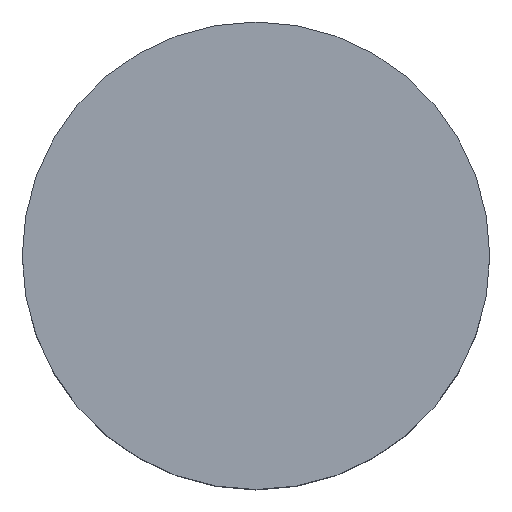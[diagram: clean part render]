
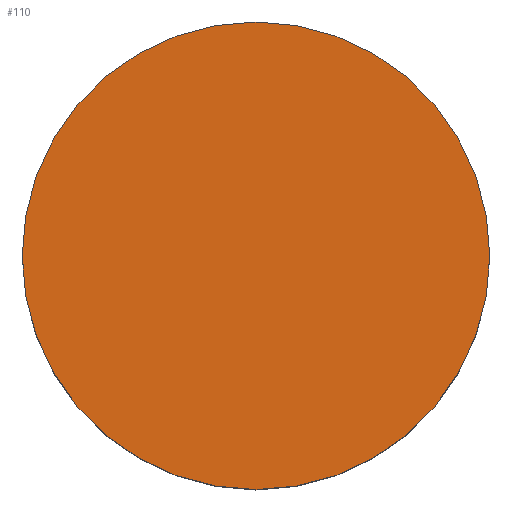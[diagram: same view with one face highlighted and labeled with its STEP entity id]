
A CAD part, top view. The second image highlights one B-rep face of the part: STEP entity #110.
In plain terms, the highlighted planar face has unit normal (0, 0, 1).
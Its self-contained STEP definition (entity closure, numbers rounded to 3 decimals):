
#20 = EDGE_CURVE ( 'NONE', #277, #88, #116, .T. ) ;
#26 = CARTESIAN_POINT ( 'NONE',  ( 0., 0., 0. ) ) ;
#80 = ORIENTED_EDGE ( 'NONE', *, *, #20, .T. ) ;
#88 = VERTEX_POINT ( 'NONE', #256 ) ;
#110 = ADVANCED_FACE ( 'NONE', ( #232 ), #174, .T. ) ;
#113 = DIRECTION ( 'NONE',  ( 0., 0., 1. ) ) ;
#116 = CIRCLE ( 'NONE', #267, 3. ) ;
#138 = DIRECTION ( 'NONE',  ( 1., 0., 0. ) ) ;
#139 = CARTESIAN_POINT ( 'NONE',  ( 0., 0., 0. ) ) ;
#152 = CARTESIAN_POINT ( 'NONE',  ( 0., 0., 0. ) ) ;
#174 = PLANE ( 'NONE',  #272 ) ;
#195 = DIRECTION ( 'NONE',  ( 1., 0., 0. ) ) ;
#207 = CIRCLE ( 'NONE', #292, 3. ) ;
#218 = EDGE_LOOP ( 'NONE', ( #352, #80 ) ) ;
#227 = DIRECTION ( 'NONE',  ( 0., 0., 1. ) ) ;
#232 = FACE_OUTER_BOUND ( 'NONE', #218, .T. ) ;
#256 = CARTESIAN_POINT ( 'NONE',  ( 3., 0., 0. ) ) ;
#259 = DIRECTION ( 'NONE',  ( 1., 0., 0. ) ) ;
#267 = AXIS2_PLACEMENT_3D ( 'NONE', #139, #113, #195 ) ;
#272 = AXIS2_PLACEMENT_3D ( 'NONE', #152, #227, #259 ) ;
#277 = VERTEX_POINT ( 'NONE', #318 ) ;
#291 = EDGE_CURVE ( 'NONE', #88, #277, #207, .T. ) ;
#292 = AXIS2_PLACEMENT_3D ( 'NONE', #26, #305, #138 ) ;
#305 = DIRECTION ( 'NONE',  ( 0., 0., 1. ) ) ;
#318 = CARTESIAN_POINT ( 'NONE',  ( -3., 0., 0. ) ) ;
#352 = ORIENTED_EDGE ( 'NONE', *, *, #291, .T. ) ;
